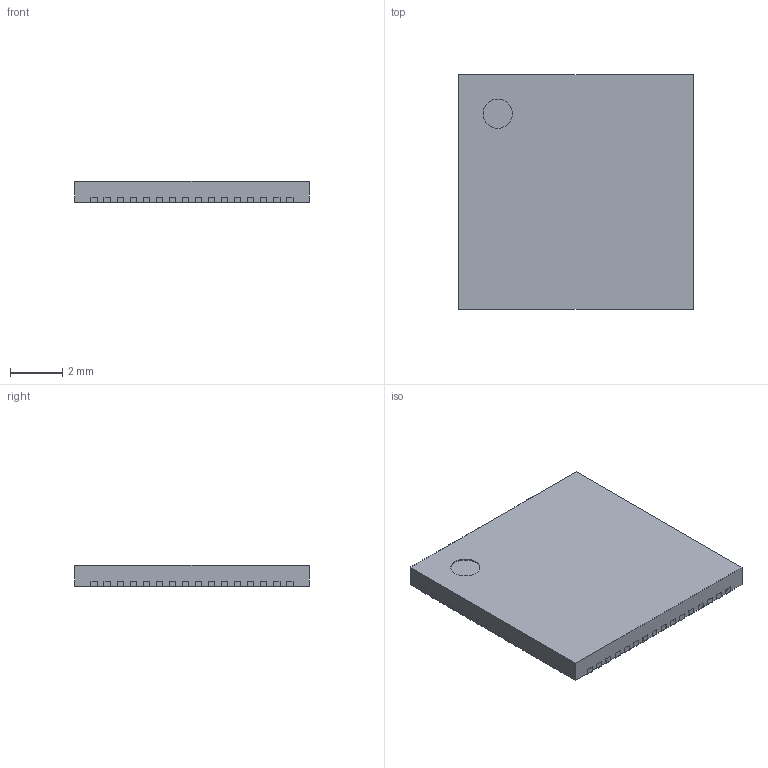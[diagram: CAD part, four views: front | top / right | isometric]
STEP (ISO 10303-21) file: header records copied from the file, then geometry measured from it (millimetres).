
FILE_DESCRIPTION(/* description */ (''),/* implementation_level */ '2;1');
FILE_NAME(/* name */ 'SI LABS QFN-64 9x9mm.step',/* time_stamp */ '2022-08-07T09:33:54+01:00',/* author */ (''),/* organization */ (''),/* preprocessor_version */ 'ST-DEVELOPER v19',/* originating_system */ 'Autodesk Translation Framework v11.7.0.108',/* authorisation */ '');
FILE_SCHEMA (('AUTOMOTIVE_DESIGN { 1 0 10303 214 3 1 1 }'));
Length unit declared in the file: millimetre
Products named in the file (8): SI LABS QFN-64 9x9mm; 9541648192; Open CASCADE STEP translator 7.5 18.1; Body; Open CASCADE STEP translator 7.5 18.2.1; Thermal Shape; Pin Shape; Open CASCADE STEP translator 7.5 18.4.1
Assembly tree (70 placements, depth 4):
  SI LABS QFN-64 9x9mm
    9541648192
      Open CASCADE STEP translator 7.5 18.1
      Body
        Open CASCADE STEP translator 7.5 18.2.1
      Thermal Shape
      Pin Shape  x64
        Open CASCADE STEP translator 7.5 18.4.1
Bounding box: 9.02 x 9.02 x 0.81 mm (x, y, z)
Volume: 65.4 mm3; surface area: 320.2 mm2
Topology: 66 solids, 68 shells, 531 faces, 1186 edges, 791 vertices
Faces by surface type: plane 529, cylinder 2
Full cylindrical faces by diameter (mm): 1.125 x2
Entity records: 1448 total; most frequent: DIRECTION 271, CARTESIAN_POINT 200, ORIENTED_EDGE 111, AXIS2_PLACEMENT_3D 110, PRODUCT_DEFINITION_SHAPE 78, ITEM_DEFINED_TRANSFORMATION 70, CONTEXT_DEPENDENT_SHAPE_REPRESENTATION 70, NEXT_ASSEMBLY_USAGE_OCCURRENCE 70
